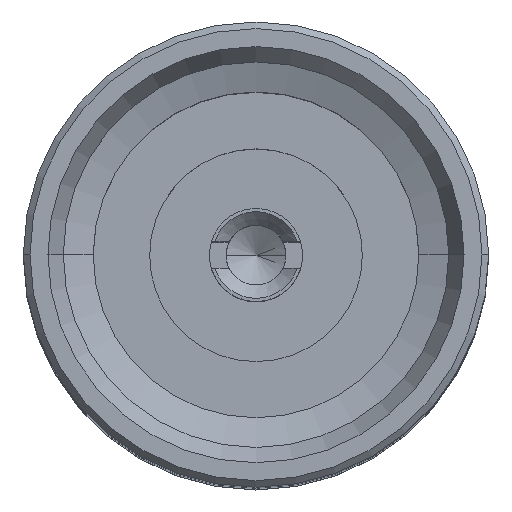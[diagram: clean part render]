
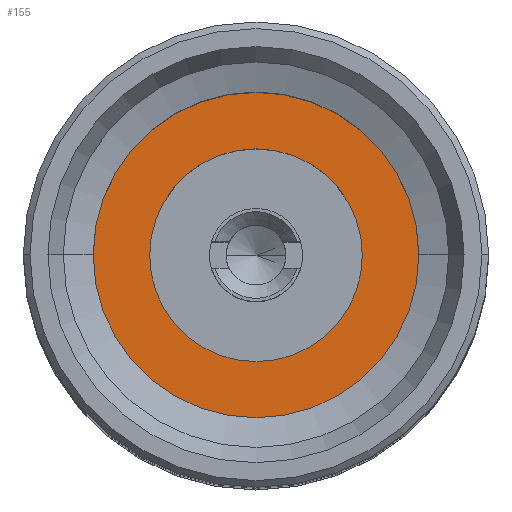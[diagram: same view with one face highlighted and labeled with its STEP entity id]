
A CAD part, top view. The second image highlights one B-rep face of the part: STEP entity #155.
In plain terms, the highlighted planar face has unit normal (0, 0, 1).
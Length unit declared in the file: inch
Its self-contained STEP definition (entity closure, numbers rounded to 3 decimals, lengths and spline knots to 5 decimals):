
#111 = CARTESIAN_POINT ( 'NONE',  ( 0.0315, 0., 0.3563 ) ) ;
#155 = ADVANCED_FACE ( 'NONE', ( #414, #2037 ), #1210, .F. ) ;
#174 = ORIENTED_EDGE ( 'NONE', *, *, #1030, .F. ) ;
#175 = CARTESIAN_POINT ( 'NONE',  ( 0., 0., 0.3563 ) ) ;
#216 = EDGE_CURVE ( 'NONE', #1741, #1185, #1155, .T. ) ;
#222 = DIRECTION ( 'NONE',  ( 0., 0., 1. ) ) ;
#238 = AXIS2_PLACEMENT_3D ( 'NONE', #998, #222, #1668 ) ;
#291 = ORIENTED_EDGE ( 'NONE', *, *, #1070, .T. ) ;
#302 = CARTESIAN_POINT ( 'NONE',  ( 0.0315, 0., 0.3563 ) ) ;
#401 = CARTESIAN_POINT ( 'NONE',  ( 0., 0., 0.3563 ) ) ;
#414 = FACE_BOUND ( 'NONE', #1337, .T. ) ;
#425 = DIRECTION ( 'NONE',  ( -1., 0., 0. ) ) ;
#479 = EDGE_CURVE ( 'NONE', #1038, #854, #1498, .T. ) ;
#489 = DIRECTION ( 'NONE',  ( 1., 0., 0. ) ) ;
#565 = CARTESIAN_POINT ( 'NONE',  ( -0.04823, 0., 0.3563 ) ) ;
#612 = ORIENTED_EDGE ( 'NONE', *, *, #479, .F. ) ;
#693 = CIRCLE ( 'NONE', #962, 0.0315 ) ;
#771 = DIRECTION ( 'NONE',  ( 0., 0., 1. ) ) ;
#854 = VERTEX_POINT ( 'NONE', #302 ) ;
#874 = EDGE_LOOP ( 'NONE', ( #291, #1719 ) ) ;
#894 = AXIS2_PLACEMENT_3D ( 'NONE', #111, #895, #425 ) ;
#895 = DIRECTION ( 'NONE',  ( 0., 0., -1. ) ) ;
#930 = DIRECTION ( 'NONE',  ( 1., 0., 0. ) ) ;
#962 = AXIS2_PLACEMENT_3D ( 'NONE', #175, #1285, #489 ) ;
#998 = CARTESIAN_POINT ( 'NONE',  ( 0., 0., 0.3563 ) ) ;
#1026 = AXIS2_PLACEMENT_3D ( 'NONE', #2057, #1924, #1618 ) ;
#1030 = EDGE_CURVE ( 'NONE', #854, #1038, #693, .T. ) ;
#1038 = VERTEX_POINT ( 'NONE', #1688 ) ;
#1070 = EDGE_CURVE ( 'NONE', #1185, #1741, #1974, .T. ) ;
#1155 = CIRCLE ( 'NONE', #1026, 0.04823 ) ;
#1185 = VERTEX_POINT ( 'NONE', #1849 ) ;
#1210 = PLANE ( 'NONE',  #894 ) ;
#1285 = DIRECTION ( 'NONE',  ( 0., 0., 1. ) ) ;
#1337 = EDGE_LOOP ( 'NONE', ( #174, #612 ) ) ;
#1463 = AXIS2_PLACEMENT_3D ( 'NONE', #401, #771, #930 ) ;
#1498 = CIRCLE ( 'NONE', #1463, 0.0315 ) ;
#1618 = DIRECTION ( 'NONE',  ( 1., 0., 0. ) ) ;
#1668 = DIRECTION ( 'NONE',  ( 1., 0., 0. ) ) ;
#1688 = CARTESIAN_POINT ( 'NONE',  ( -0.0315, 0., 0.3563 ) ) ;
#1719 = ORIENTED_EDGE ( 'NONE', *, *, #216, .T. ) ;
#1741 = VERTEX_POINT ( 'NONE', #565 ) ;
#1849 = CARTESIAN_POINT ( 'NONE',  ( 0.04823, 0., 0.3563 ) ) ;
#1924 = DIRECTION ( 'NONE',  ( 0., 0., 1. ) ) ;
#1974 = CIRCLE ( 'NONE', #238, 0.04823 ) ;
#2037 = FACE_OUTER_BOUND ( 'NONE', #874, .T. ) ;
#2057 = CARTESIAN_POINT ( 'NONE',  ( 0., 0., 0.3563 ) ) ;
